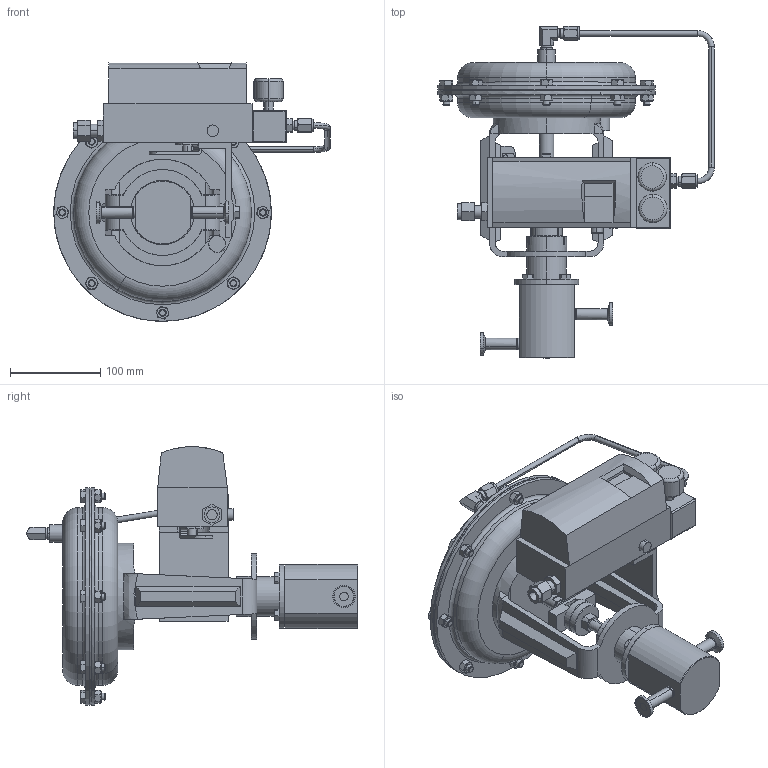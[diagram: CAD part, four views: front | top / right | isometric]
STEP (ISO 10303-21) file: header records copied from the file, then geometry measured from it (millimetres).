
FILE_DESCRIPTION (( 'STEP AP203' ), '1' );
FILE_NAME ('978ENSP-050-JD.STEP', '2021-10-19T13:33:13', ( '' ), ( '' ), 'SwSTEP 2.0', 'SolidWorks 2018', '' );
FILE_SCHEMA (( 'CONFIG_CONTROL_DESIGN' ));
Length unit declared in the file: inch
Products named in the file (2): 978ENSP-050-JD
Bounding box: 306.6 x 367.94 x 286.74 mm (x, y, z)
Volume: 4105304.9 mm3; surface area: 487060.8 mm2
Topology: 8 solids, 10 shells, 1021 faces, 2364 edges, 1459 vertices
Faces by surface type: plane 449, cone 288, cylinder 215, bspline 37, torus 30, sphere 2
Entity records: 32611 total; most frequent: CARTESIAN_POINT 9949, ORIENTED_EDGE 4720, DIRECTION 4538, EDGE_CURVE 2360, AXIS2_PLACEMENT_3D 1752, VERTEX_POINT 1459, EDGE_LOOP 1127, VECTOR 1034
